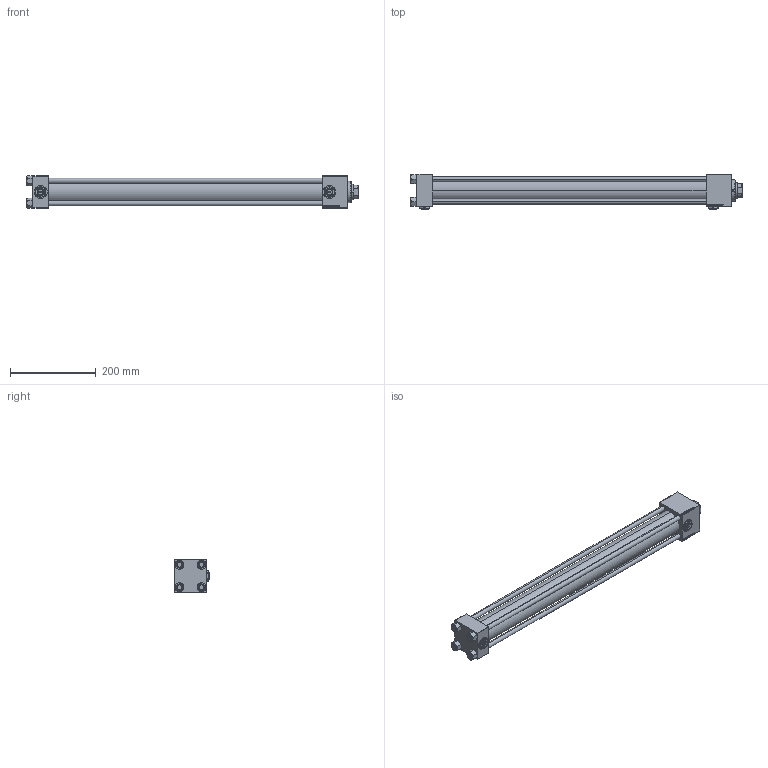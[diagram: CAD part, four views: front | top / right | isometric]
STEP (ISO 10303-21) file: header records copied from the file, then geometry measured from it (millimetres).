
FILE_DESCRIPTION (( 'STEP AP203' ), '1' );
FILE_NAME ('c8da.STEP', '2022-04-16T03:47:11', ( '' ), ( '' ), 'SwSTEP 2.0', 'SolidWorks 2019', '' );
FILE_SCHEMA (( 'CONFIG_CONTROL_DESIGN' ));
Length unit declared in the file: millimetre
Products named in the file (7): V215CR_VCP_C dbc567c735296e9755532fdfef2ca66d; c8da; V215CR_C_TYCINKA dbc567c735296e9755532fdfef2ca66d; Zatka_pro_OIL_PORT dbc567c735296e9755532fdfef2ca66d; V215CR_C_Body dbc567c735296e9755532fdfef2ca66d; NUT_M5_C dbc567c735296e9755532fdfef2ca66d; V215_VC_A dbc567c735296e9755532fdfef2ca66d
Assembly tree (13 placements, depth 2):
  c8da
    V215CR_C_Body dbc567c735296e9755532fdfef2ca66d
    V215CR_VCP_C dbc567c735296e9755532fdfef2ca66d
    NUT_M5_C dbc567c735296e9755532fdfef2ca66d  x4
    V215CR_C_TYCINKA dbc567c735296e9755532fdfef2ca66d  x4
    V215_VC_A dbc567c735296e9755532fdfef2ca66d
    Zatka_pro_OIL_PORT dbc567c735296e9755532fdfef2ca66d  x2
Bounding box: 775 x 82 x 75.54 mm (x, y, z)
Volume: 1822700.8 mm3; surface area: 506400.2 mm2
Topology: 13 solids, 13 shells, 1255 faces, 3118 edges, 2013 vertices
Faces by surface type: plane 575, bspline 392, cone 178, cylinder 102, torus 8
Entity records: 52435 total; most frequent: CARTESIAN_POINT 27783, ORIENTED_EDGE 5536, DIRECTION 3588, EDGE_CURVE 2768, VERTEX_POINT 1811, LINE 1640, VECTOR 1640, EDGE_LOOP 1231
